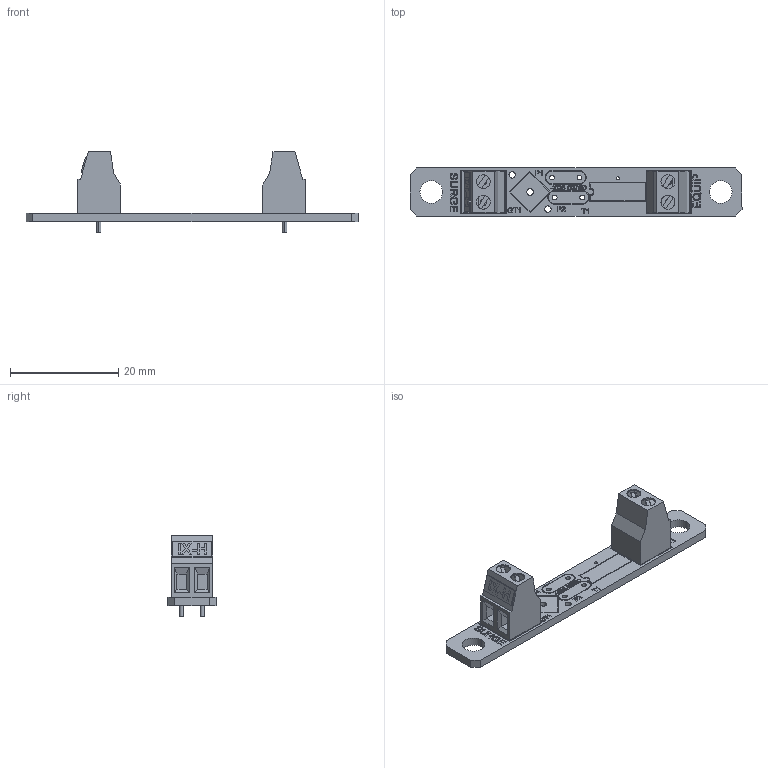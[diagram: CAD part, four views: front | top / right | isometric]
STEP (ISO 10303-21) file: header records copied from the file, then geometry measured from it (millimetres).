
FILE_DESCRIPTION (( 'STEP AP214' ), '1' );
FILE_NAME ('IX-50H.STEP', '2019-07-30T20:07:37', ( '' ), ( '' ), 'SwSTEP 2.0', 'SolidWorks 2019', '' );
FILE_SCHEMA (( 'AUTOMOTIVE_DESIGN' ));
Length unit declared in the file: inch
Products named in the file (8): 2200-5023; 7020-2666; IX-50H; 4028-0078
Assembly tree (4 placements, depth 2):
  2200-5023
  2200-5023
  IX-50H
    4028-0078
    2200-5023  x2
    7020-2666
  4028-0078
  7020-2666
Bounding box: 61.47 x 8.89 x 14.97 mm (x, y, z)
Volume: 1906.9 mm3; surface area: 2393.6 mm2
Topology: 4 solids, 4 shells, 671 faces, 1743 edges, 1154 vertices
Faces by surface type: plane 400, bspline 204, cylinder 67
Entity records: 38682 total; most frequent: CARTESIAN_POINT 16794, ORIENTED_EDGE 3258, DIRECTION 2163, EDGE_CURVE 1629, VECTOR 1101, LINE 1101, VERTEX_POINT 1082, EDGE_LOOP 717
